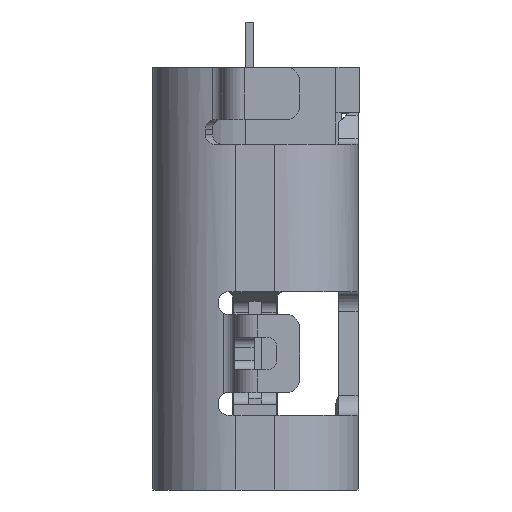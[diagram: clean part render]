
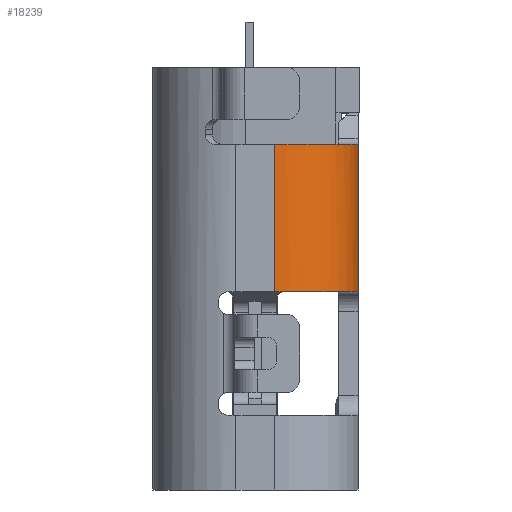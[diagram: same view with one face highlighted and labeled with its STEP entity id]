
A CAD part, left-side view. The second image highlights one B-rep face of the part: STEP entity #18239.
In plain terms, the highlighted cylindrical face has radius 1.28 mm (diameter 2.56 mm), a partial arc.
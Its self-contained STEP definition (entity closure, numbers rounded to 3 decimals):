
#4435=CARTESIAN_POINT('',(-3.19,-0.305,-5.388));
#4436=DIRECTION('',(0.,0.,-1.));
#4437=DIRECTION('',(-0.679,-0.734,0.));
#4438=AXIS2_PLACEMENT_3D('',#4435,#4436,#4437);
#4458=CARTESIAN_POINT('',(-3.19,-0.305,-5.388));
#4459=DIRECTION('',(0.,0.,1.));
#4460=DIRECTION('',(-0.679,-0.734,0.));
#4461=AXIS2_PLACEMENT_3D('',#4458,#4459,#4460);
#4463=DIRECTION('',(0.,0.,1.));
#4464=VECTOR('',#4463,2.27);
#4465=CARTESIAN_POINT('',(-3.19,-1.585,-7.658));
#4466=LINE('',#4465,#4464);
#4467=DIRECTION('',(0.,0.,-1.));
#4468=VECTOR('',#4467,2.27);
#4469=CARTESIAN_POINT('',(-4.47,-0.305,-5.388));
#4470=LINE('',#4469,#4468);
#4471=CARTESIAN_POINT('',(-3.19,-0.305,-5.388));
#4472=DIRECTION('',(0.,0.,1.));
#4473=DIRECTION('',(-1.,0.,0.));
#4474=AXIS2_PLACEMENT_3D('',#4471,#4472,#4473);
#4489=CARTESIAN_POINT('',(-3.19,-0.305,-7.658));
#4490=DIRECTION('',(0.,0.,1.));
#4491=DIRECTION('',(-1.,0.,0.));
#4492=AXIS2_PLACEMENT_3D('',#4489,#4490,#4491);
#10005=CARTESIAN_POINT('',(-3.19,-1.585,-7.658));
#10006=CARTESIAN_POINT('',(-3.19,-1.585,-5.388));
#10007=VERTEX_POINT('',#10005);
#10008=VERTEX_POINT('',#10006);
#10425=CARTESIAN_POINT('',(-4.47,-0.305,-5.388));
#10426=CARTESIAN_POINT('',(-4.47,-0.305,-7.658));
#10427=VERTEX_POINT('',#10425);
#10428=VERTEX_POINT('',#10426);
#11312=CARTESIAN_POINT('',(-4.059,-1.245,
-5.388));
#11314=VERTEX_POINT('',#11312);
#11368=CARTESIAN_POINT('',(-4.145,-1.157,
-5.388));
#11369=VERTEX_POINT('',#11368);
#18224=CARTESIAN_POINT('',(-3.19,-0.305,-6.108));
#18225=DIRECTION('',(0.,0.,-1.));
#18226=DIRECTION('',(-1.,0.,0.));
#18227=AXIS2_PLACEMENT_3D('',#18224,#18225,#18226);
#18228=CYLINDRICAL_SURFACE('',#18227,1.28);
#18229=ORIENTED_EDGE('',*,*,#18202,.F.);
#18230=ORIENTED_EDGE('',*,*,#18111,.T.);
#18231=ORIENTED_EDGE('',*,*,#13926,.F.);
#18233=ORIENTED_EDGE('',*,*,#18232,.F.);
#18235=ORIENTED_EDGE('',*,*,#18234,.F.);
#18236=ORIENTED_EDGE('',*,*,#18140,.T.);
#18237=EDGE_LOOP('',(#18229,#18230,#18231,#18233,#18235,#18236));
#18238=FACE_OUTER_BOUND('',#18237,.F.);
#18239=ADVANCED_FACE('',(#18238),#18228,.T.);
#4439=CIRCLE('',#4438,1.28);
#4462=CIRCLE('',#4461,1.28);
#4475=CIRCLE('',#4474,1.28);
#4493=CIRCLE('',#4492,1.28);
#13926=EDGE_CURVE('',#10007,#10008,#4466,.T.);
#18111=EDGE_CURVE('',#11314,#10008,#4462,.T.);
#18140=EDGE_CURVE('',#10427,#11369,#4475,.T.);
#18202=EDGE_CURVE('',#11314,#11369,#4439,.T.);
#18232=EDGE_CURVE('',#10428,#10007,#4493,.T.);
#18234=EDGE_CURVE('',#10427,#10428,#4470,.T.);
